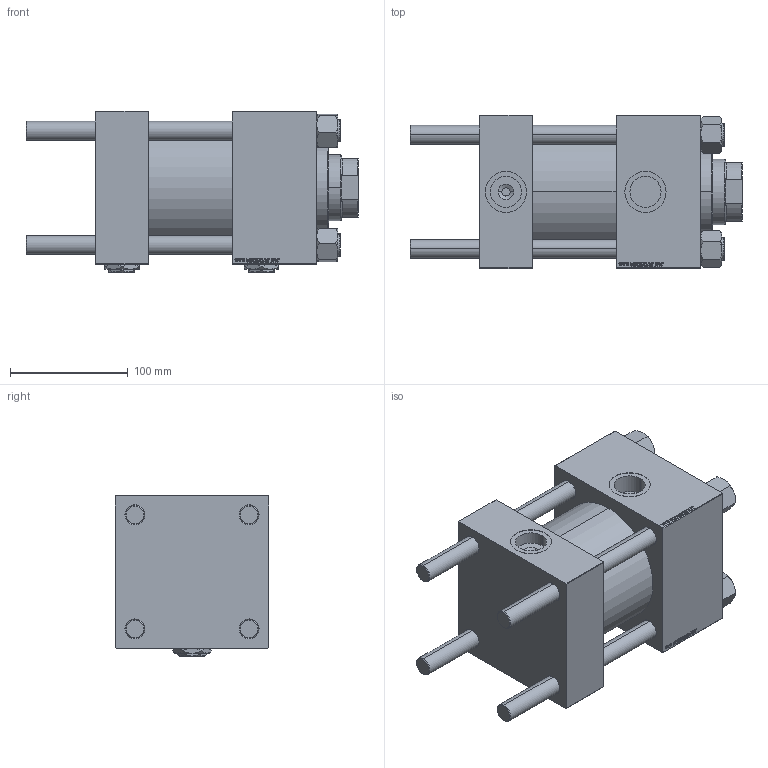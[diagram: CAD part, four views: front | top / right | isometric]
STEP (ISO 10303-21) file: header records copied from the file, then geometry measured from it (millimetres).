
FILE_DESCRIPTION (( 'STEP AP203' ), '1' );
FILE_NAME ('31a8.STEP', '2022-04-16T09:37:45', ( '' ), ( '' ), 'SwSTEP 2.0', 'SolidWorks 2019', '' );
FILE_SCHEMA (( 'CONFIG_CONTROL_DESIGN' ));
Length unit declared in the file: millimetre
Products named in the file (7): Zatka_pro_OIL_PORT 7670d8561edfdc2835777964395c80c2; V215CR_BODY_A 7670d8561edfdc2835777964395c80c2; NUT_M5 7670d8561edfdc2835777964395c80c2; 31a8; V215CR_VCP 7670d8561edfdc2835777964395c80c2; V215_VC_A 7670d8561edfdc2835777964395c80c2; CR025_012_A_0_G_A_G_M_020_+#_##_TYCINKA 7670d8561edfdc2835777964395c80c2
Assembly tree (13 placements, depth 2):
  31a8
    V215CR_BODY_A 7670d8561edfdc2835777964395c80c2
    CR025_012_A_0_G_A_G_M_020_+#_##_TYCINKA 7670d8561edfdc2835777964395c80c2  x4
    NUT_M5 7670d8561edfdc2835777964395c80c2  x4
    V215CR_VCP 7670d8561edfdc2835777964395c80c2
    V215_VC_A 7670d8561edfdc2835777964395c80c2
    Zatka_pro_OIL_PORT 7670d8561edfdc2835777964395c80c2  x2
Bounding box: 282 x 130 x 137 mm (x, y, z)
Volume: 2540189.3 mm3; surface area: 367733.1 mm2
Topology: 13 solids, 13 shells, 1287 faces, 3248 edges, 2107 vertices
Faces by surface type: plane 617, bspline 392, cone 178, cylinder 92, torus 8
Entity records: 52525 total; most frequent: CARTESIAN_POINT 27789, ORIENTED_EDGE 5568, DIRECTION 3598, EDGE_CURVE 2784, VERTEX_POINT 1827, LINE 1650, VECTOR 1650, EDGE_LOOP 1227
